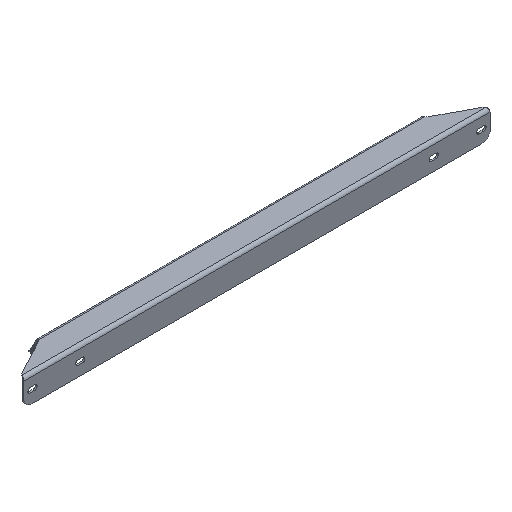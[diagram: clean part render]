
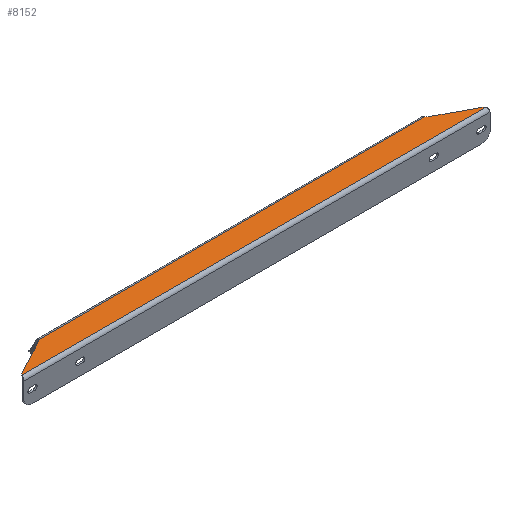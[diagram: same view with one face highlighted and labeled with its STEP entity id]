
A CAD part, isometric view. The second image highlights one B-rep face of the part: STEP entity #8152.
In plain terms, the highlighted planar face has unit normal (0, 0, 1).
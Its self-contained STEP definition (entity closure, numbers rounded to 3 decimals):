
#93 = CARTESIAN_POINT ( 'NONE',  ( -270.5, -4.014, 16. ) ) ;
#130 = FACE_OUTER_BOUND ( 'NONE', #9753, .T. ) ;
#235 = CARTESIAN_POINT ( 'NONE',  ( 240.5, 34.55, 16. ) ) ;
#354 = LINE ( 'NONE', #1886, #7777 ) ;
#365 = DIRECTION ( 'NONE',  ( 0., 0., 1. ) ) ;
#414 = CARTESIAN_POINT ( 'NONE',  ( -278.49, 2., 16. ) ) ;
#753 = PLANE ( 'NONE',  #2269 ) ;
#839 = CARTESIAN_POINT ( 'NONE',  ( 235.812, 25.717, 16. ) ) ;
#884 = CIRCLE ( 'NONE', #7957, 10. ) ;
#1004 = CARTESIAN_POINT ( 'NONE',  ( 270.5, -4.014, 16. ) ) ;
#1230 = VERTEX_POINT ( 'NONE', #10708 ) ;
#1454 = CARTESIAN_POINT ( 'NONE',  ( -232.51, 28.536, 16. ) ) ;
#1555 = CIRCLE ( 'NONE', #5180, 10. ) ;
#1600 = LINE ( 'NONE', #4272, #9684 ) ;
#1886 = CARTESIAN_POINT ( 'NONE',  ( -62.472, 117.712, 16. ) ) ;
#1958 = ORIENTED_EDGE ( 'NONE', *, *, #3014, .T. ) ;
#2269 = AXIS2_PLACEMENT_3D ( 'NONE', #2578, #7747, #3446 ) ;
#2292 = ORIENTED_EDGE ( 'NONE', *, *, #3109, .F. ) ;
#2578 = CARTESIAN_POINT ( 'NONE',  ( 0., 0., 16. ) ) ;
#3014 = EDGE_CURVE ( 'NONE', #1230, #3452, #7513, .T. ) ;
#3063 = ORIENTED_EDGE ( 'NONE', *, *, #5909, .T. ) ;
#3109 = EDGE_CURVE ( 'NONE', #6219, #9054, #10782, .T. ) ;
#3324 = DIRECTION ( 'NONE',  ( -0.883, 0.469, 0. ) ) ;
#3446 = DIRECTION ( 'NONE',  ( -1., 0., 0. ) ) ;
#3452 = VERTEX_POINT ( 'NONE', #839 ) ;
#3605 = DIRECTION ( 'NONE',  ( -1., 0., 0. ) ) ;
#4272 = CARTESIAN_POINT ( 'NONE',  ( 280.5, 28.536, 16. ) ) ;
#4382 = CARTESIAN_POINT ( 'NONE',  ( -240.5, 34.55, 16. ) ) ;
#4638 = ORIENTED_EDGE ( 'NONE', *, *, #8235, .T. ) ;
#4663 = CARTESIAN_POINT ( 'NONE',  ( -280.5, 2., 16. ) ) ;
#4727 = ORIENTED_EDGE ( 'NONE', *, *, #9752, .T. ) ;
#4729 = VERTEX_POINT ( 'NONE', #8742 ) ;
#4834 = CARTESIAN_POINT ( 'NONE',  ( 278.49, 2., 16. ) ) ;
#4991 = AXIS2_PLACEMENT_3D ( 'NONE', #93, #365, #5215 ) ;
#5180 = AXIS2_PLACEMENT_3D ( 'NONE', #4382, #5967, #11085 ) ;
#5215 = DIRECTION ( 'NONE',  ( -1., 0., 0. ) ) ;
#5584 = DIRECTION ( 'NONE',  ( -0.883, -0.469, 0. ) ) ;
#5909 = EDGE_CURVE ( 'NONE', #7599, #10400, #1600, .T. ) ;
#5967 = DIRECTION ( 'NONE',  ( 0., 0., -1. ) ) ;
#5994 = CARTESIAN_POINT ( 'NONE',  ( -235.812, 25.717, 16. ) ) ;
#6219 = VERTEX_POINT ( 'NONE', #4834 ) ;
#6301 = ORIENTED_EDGE ( 'NONE', *, *, #9091, .T. ) ;
#6741 = VERTEX_POINT ( 'NONE', #5994 ) ;
#7132 = DIRECTION ( 'NONE',  ( 0., 0., 1. ) ) ;
#7163 = DIRECTION ( 'NONE',  ( 0., 0., -1. ) ) ;
#7513 = LINE ( 'NONE', #11098, #10998 ) ;
#7531 = CARTESIAN_POINT ( 'NONE',  ( 232.51, 28.536, 16. ) ) ;
#7599 = VERTEX_POINT ( 'NONE', #7531 ) ;
#7747 = DIRECTION ( 'NONE',  ( 0., 0., -1. ) ) ;
#7777 = VECTOR ( 'NONE', #5584, 1000. ) ;
#7957 = AXIS2_PLACEMENT_3D ( 'NONE', #235, #7163, #10636 ) ;
#8152 = ADVANCED_FACE ( 'NONE', ( #130 ), #753, .F. ) ;
#8235 = EDGE_CURVE ( 'NONE', #6741, #4729, #354, .T. ) ;
#8238 = ORIENTED_EDGE ( 'NONE', *, *, #10317, .T. ) ;
#8352 = EDGE_CURVE ( 'NONE', #3452, #7599, #884, .T. ) ;
#8742 = CARTESIAN_POINT ( 'NONE',  ( -275.188, 4.819, 16. ) ) ;
#8850 = DIRECTION ( 'NONE',  ( -1., 0., 0. ) ) ;
#8862 = DIRECTION ( 'NONE',  ( -1., 0., 0. ) ) ;
#9054 = VERTEX_POINT ( 'NONE', #414 ) ;
#9091 = EDGE_CURVE ( 'NONE', #4729, #9054, #11150, .T. ) ;
#9333 = VECTOR ( 'NONE', #8862, 1000. ) ;
#9684 = VECTOR ( 'NONE', #3605, 1000. ) ;
#9752 = EDGE_CURVE ( 'NONE', #10400, #6741, #1555, .T. ) ;
#9753 = EDGE_LOOP ( 'NONE', ( #2292, #8238, #1958, #10500, #3063, #4727, #4638, #6301 ) ) ;
#10317 = EDGE_CURVE ( 'NONE', #6219, #1230, #10816, .T. ) ;
#10400 = VERTEX_POINT ( 'NONE', #1454 ) ;
#10450 = AXIS2_PLACEMENT_3D ( 'NONE', #1004, #7132, #8850 ) ;
#10500 = ORIENTED_EDGE ( 'NONE', *, *, #8352, .T. ) ;
#10636 = DIRECTION ( 'NONE',  ( -1., 0., 0. ) ) ;
#10708 = CARTESIAN_POINT ( 'NONE',  ( 275.188, 4.819, 16. ) ) ;
#10782 = LINE ( 'NONE', #4663, #9333 ) ;
#10816 = CIRCLE ( 'NONE', #10450, 10. ) ;
#10998 = VECTOR ( 'NONE', #3324, 1000. ) ;
#11085 = DIRECTION ( 'NONE',  ( -1., 0., 0. ) ) ;
#11098 = CARTESIAN_POINT ( 'NONE',  ( 62.472, 117.712, 16. ) ) ;
#11150 = CIRCLE ( 'NONE', #4991, 10. ) ;
